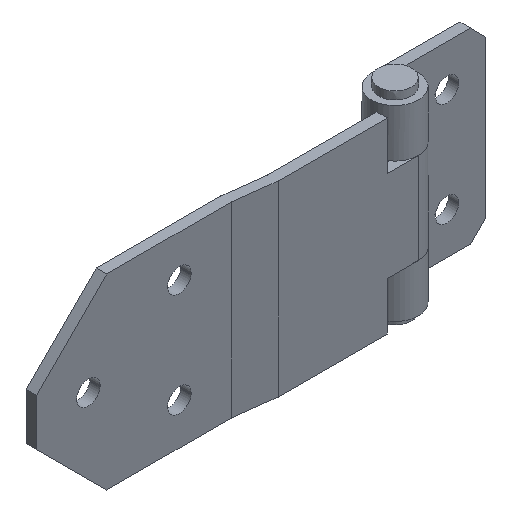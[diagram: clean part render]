
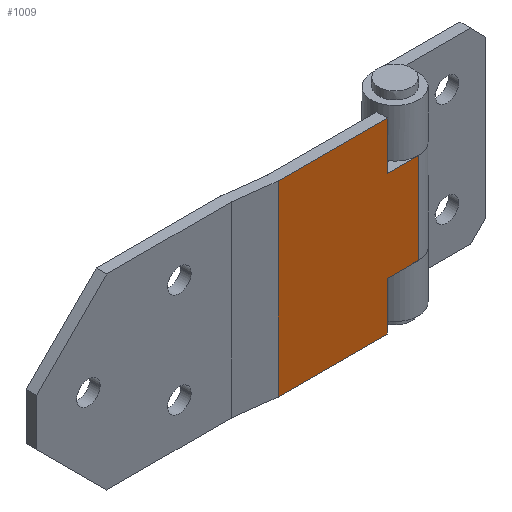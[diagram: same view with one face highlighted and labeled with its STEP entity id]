
A CAD part, isometric view. The second image highlights one B-rep face of the part: STEP entity #1009.
In plain terms, the highlighted free-form (B-spline) face has degree [1, 1] with [2, 2] control points.
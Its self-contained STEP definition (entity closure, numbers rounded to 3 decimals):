
#669=CARTESIAN_POINT('',(-12.0,-8.999,-17.5));
#670=VERTEX_POINT('',#669);
#676=CARTESIAN_POINT('',(-12.0,-8.999,-36.0));
#677=VERTEX_POINT('',#676);
#678=CARTESIAN_POINT('',(-12.0,-8.999,-36.0));
#679=CARTESIAN_POINT('',(-12.0,-8.999,-17.5));
#680=QUASI_UNIFORM_CURVE('',1,(#678,#679),.UNSPECIFIED.,.F.,.U.);
#681=EDGE_CURVE('',#677,#670,#680,.T.);
#733=CARTESIAN_POINT('',(0.,-8.999,-17.5));
#734=VERTEX_POINT('',#733);
#754=CARTESIAN_POINT('',(-12.0,-8.999,-17.5));
#755=CARTESIAN_POINT('',(0.,-8.999,-17.5));
#756=QUASI_UNIFORM_CURVE('',1,(#754,#755),.UNSPECIFIED.,.F.,.U.);
#757=EDGE_CURVE('',#670,#734,#756,.T.);
#775=CARTESIAN_POINT('',(-12.0,-8.999,36.0));
#776=VERTEX_POINT('',#775);
#782=CARTESIAN_POINT('',(-12.0,-8.999,17.5));
#783=VERTEX_POINT('',#782);
#784=CARTESIAN_POINT('',(-12.0,-8.999,36.0));
#785=CARTESIAN_POINT('',(-12.0,-8.999,17.5));
#786=QUASI_UNIFORM_CURVE('',1,(#784,#785),.UNSPECIFIED.,.F.,.U.);
#787=EDGE_CURVE('',#776,#783,#786,.T.);
#810=CARTESIAN_POINT('',(0.,-8.999,17.5));
#811=VERTEX_POINT('',#810);
#812=CARTESIAN_POINT('',(-12.0,-8.999,17.5));
#813=CARTESIAN_POINT('',(0.,-8.999,17.5));
#814=QUASI_UNIFORM_CURVE('',1,(#812,#813),.UNSPECIFIED.,.F.,.U.);
#815=EDGE_CURVE('',#783,#811,#814,.T.);
#894=CARTESIAN_POINT('',(-54.0,-8.999,36.0));
#895=VERTEX_POINT('',#894);
#901=CARTESIAN_POINT('',(-12.0,-8.999,36.0));
#902=CARTESIAN_POINT('',(-54.0,-8.999,36.0));
#903=QUASI_UNIFORM_CURVE('',1,(#901,#902),.UNSPECIFIED.,.F.,.U.);
#904=EDGE_CURVE('',#776,#895,#903,.T.);
#955=CARTESIAN_POINT('',(-54.0,-8.999,-36.0));
#956=VERTEX_POINT('',#955);
#957=CARTESIAN_POINT('',(-12.0,-8.999,-36.0));
#958=CARTESIAN_POINT('',(-54.0,-8.999,-36.0));
#959=QUASI_UNIFORM_CURVE('',1,(#957,#958),.UNSPECIFIED.,.F.,.U.);
#960=EDGE_CURVE('',#677,#956,#959,.T.);
#982=CARTESIAN_POINT('',(-54.0,-8.999,-36.0));
#983=CARTESIAN_POINT('',(-54.0,-8.999,36.0));
#984=QUASI_UNIFORM_CURVE('',1,(#982,#983),.UNSPECIFIED.,.F.,.U.);
#985=EDGE_CURVE('',#956,#895,#984,.T.);
#990=CARTESIAN_POINT('',(-56.697,-8.999,-39.596));
#991=CARTESIAN_POINT('',(-56.697,-8.999,39.596));
#992=CARTESIAN_POINT('',(2.697,-8.999,-39.596));
#993=CARTESIAN_POINT('',(2.697,-8.999,39.596));
#994=B_SPLINE_SURFACE_WITH_KNOTS('',1,1,((#990,#992),(#991,#993)),.UNSPECIFIED.,.F.,.F.,.U.,(2,2),(2,2),(0.0,79.193),(0.0,59.395),.UNSPECIFIED.);
#995=ORIENTED_EDGE('',*,*,#960,.F.);
#996=ORIENTED_EDGE('',*,*,#681,.T.);
#997=ORIENTED_EDGE('',*,*,#757,.T.);
#998=CARTESIAN_POINT('',(0.,-8.999,-17.5));
#999=CARTESIAN_POINT('',(0.,-8.999,17.5));
#1000=QUASI_UNIFORM_CURVE('',1,(#998,#999),.UNSPECIFIED.,.F.,.U.);
#1001=EDGE_CURVE('',#734,#811,#1000,.T.);
#1002=ORIENTED_EDGE('',*,*,#1001,.T.);
#1003=ORIENTED_EDGE('',*,*,#815,.F.);
#1004=ORIENTED_EDGE('',*,*,#787,.F.);
#1005=ORIENTED_EDGE('',*,*,#904,.T.);
#1006=ORIENTED_EDGE('',*,*,#985,.F.);
#1007=EDGE_LOOP('',(#995,#996,#997,#1002,#1003,#1004,#1005,#1006));
#1008=FACE_OUTER_BOUND('',#1007,.T.);
#1009=ADVANCED_FACE('',(#1008),#994,.F.);
